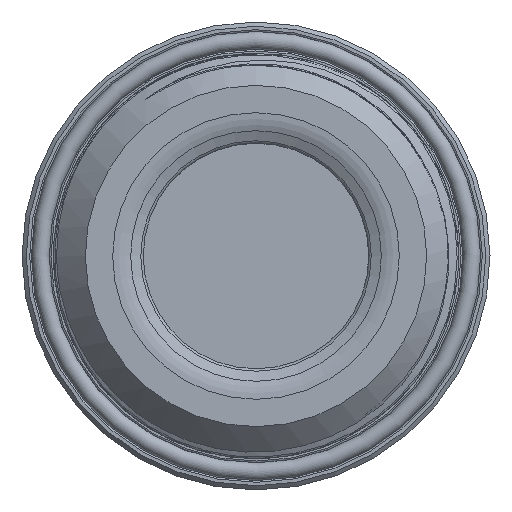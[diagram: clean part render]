
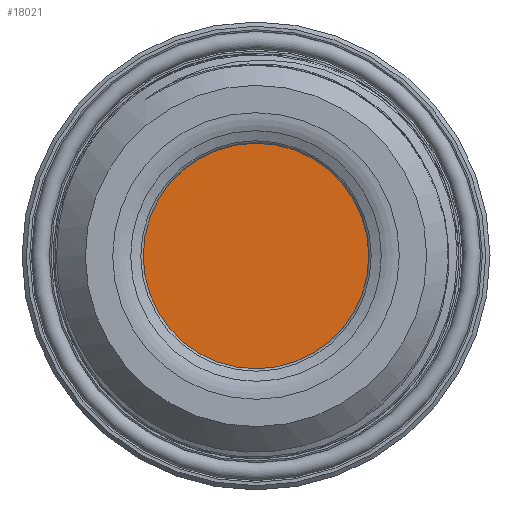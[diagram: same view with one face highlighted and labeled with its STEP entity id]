
A CAD part, left-side view. The second image highlights one B-rep face of the part: STEP entity #18021.
In plain terms, the highlighted face is planar.
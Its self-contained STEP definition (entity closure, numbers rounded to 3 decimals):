
#858=PLANE('',#19427);
#1597=FACE_OUTER_BOUND('',#2652,.T.);
#2652=EDGE_LOOP('',(#15189));
#3531=CIRCLE('',#19426,13.337);
#7945=VERTEX_POINT('',#50419);
#10464=EDGE_CURVE('',#7945,#7945,#3531,.T.);
#15189=ORIENTED_EDGE('',*,*,#10464,.T.);
#18021=ADVANCED_FACE('',(#1597),#858,.T.);
#19426=AXIS2_PLACEMENT_3D('',#50421,#22196,#22197);
#19427=AXIS2_PLACEMENT_3D('',#50422,#22198,#22199);
#22196=DIRECTION('center_axis',(1.,0.,0.));
#22197=DIRECTION('ref_axis',(0.,0.,-1.));
#22198=DIRECTION('center_axis',(1.,0.,0.));
#22199=DIRECTION('ref_axis',(0.,0.,-1.));
#50419=CARTESIAN_POINT('',(19.717,-13.337,0.));
#50421=CARTESIAN_POINT('Origin',(19.717,0.,
0.));
#50422=CARTESIAN_POINT('Origin',(19.717,0.,0.));
